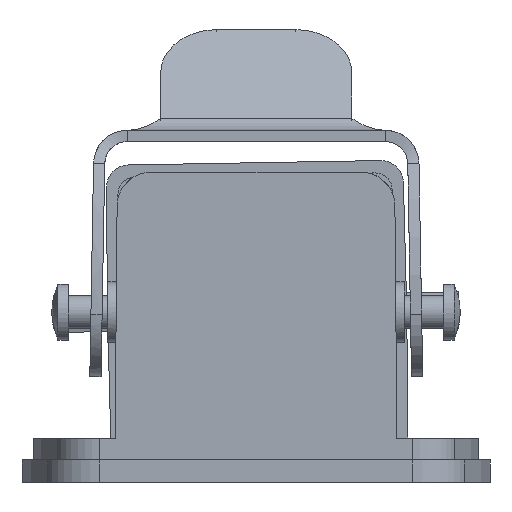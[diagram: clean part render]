
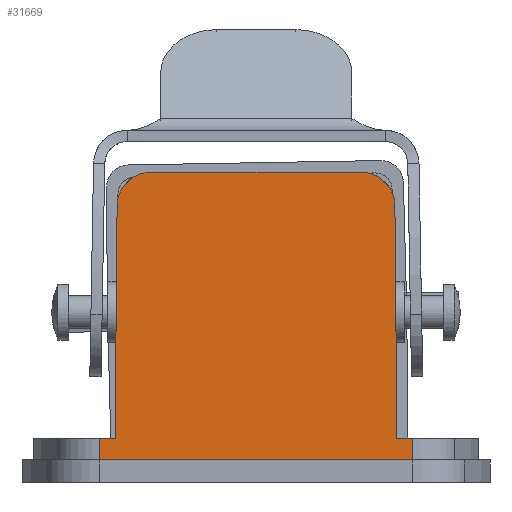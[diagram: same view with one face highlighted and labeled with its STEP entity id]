
A CAD part, front view. The second image highlights one B-rep face of the part: STEP entity #31669.
In plain terms, the highlighted planar face has unit normal (0, -1, 0).
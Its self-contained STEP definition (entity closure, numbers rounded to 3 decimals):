
#31532=AXIS2_PLACEMENT_3D('Circle Axis2P3D',#31530,#31531,$) ;
#31601=AXIS2_PLACEMENT_3D('Plane Axis2P3D',#31598,#31599,#31600) ;
#31633=AXIS2_PLACEMENT_3D('Circle Axis2P3D',#31631,#31632,$) ;
#31391=CARTESIAN_POINT('Vertex',(11.592,1.,27.7)) ;
#31394=CARTESIAN_POINT('Line Origine',(21.,1.,27.7)) ;
#31398=CARTESIAN_POINT('Vertex',(30.408,1.,27.7)) ;
#31530=CARTESIAN_POINT('Axis2P3D Location',(30.408,1.,24.7)) ;
#31534=CARTESIAN_POINT('Vertex',(33.408,1.,24.726)) ;
#31598=CARTESIAN_POINT('Axis2P3D Location',(21.,1.,15.2)) ;
#31603=CARTESIAN_POINT('Line Origine',(21.,1.,2.)) ;
#31607=CARTESIAN_POINT('Vertex',(35.,1.,2.)) ;
#31609=CARTESIAN_POINT('Vertex',(7.,1.,2.)) ;
#31612=CARTESIAN_POINT('Line Origine',(35.,1.,2.95)) ;
#31616=CARTESIAN_POINT('Vertex',(35.,1.,3.9)) ;
#31619=CARTESIAN_POINT('Line Origine',(34.295,1.,3.9)) ;
#31623=CARTESIAN_POINT('Vertex',(33.59,1.,3.9)) ;
#31626=CARTESIAN_POINT('Line Origine',(33.499,1.,14.313)) ;
#31631=CARTESIAN_POINT('Axis2P3D Location',(11.592,1.,24.7)) ;
#31635=CARTESIAN_POINT('Vertex',(8.592,1.,24.726)) ;
#31638=CARTESIAN_POINT('Line Origine',(8.501,1.,14.313)) ;
#31642=CARTESIAN_POINT('Vertex',(8.41,1.,3.9)) ;
#31645=CARTESIAN_POINT('Line Origine',(7.705,1.,3.9)) ;
#31649=CARTESIAN_POINT('Vertex',(7.,1.,3.9)) ;
#31652=CARTESIAN_POINT('Line Origine',(7.,1.,2.95)) ;
#31395=DIRECTION('Vector Direction',(-1.,0.,0.)) ;
#31531=DIRECTION('Axis2P3D Direction',(0.,1.,0.)) ;
#31599=DIRECTION('Axis2P3D Direction',(0.,1.,0.)) ;
#31600=DIRECTION('Axis2P3D XDirection',(-1.,0.,0.)) ;
#31604=DIRECTION('Vector Direction',(1.,0.,0.)) ;
#31613=DIRECTION('Vector Direction',(0.,0.,-1.)) ;
#31620=DIRECTION('Vector Direction',(1.,0.,0.)) ;
#31627=DIRECTION('Vector Direction',(0.009,0.,-1.)) ;
#31632=DIRECTION('Axis2P3D Direction',(0.,1.,0.)) ;
#31639=DIRECTION('Vector Direction',(0.009,0.,1.)) ;
#31646=DIRECTION('Vector Direction',(1.,0.,0.)) ;
#31653=DIRECTION('Vector Direction',(0.,0.,-1.)) ;
#31396=VECTOR('Line Direction',#31395,1.) ;
#31605=VECTOR('Line Direction',#31604,1.) ;
#31614=VECTOR('Line Direction',#31613,1.) ;
#31621=VECTOR('Line Direction',#31620,1.) ;
#31628=VECTOR('Line Direction',#31627,1.) ;
#31640=VECTOR('Line Direction',#31639,1.) ;
#31647=VECTOR('Line Direction',#31646,1.) ;
#31654=VECTOR('Line Direction',#31653,1.) ;
#31658=ORIENTED_EDGE('',*,*,#31611,.F.) ;
#31659=ORIENTED_EDGE('',*,*,#31618,.F.) ;
#31660=ORIENTED_EDGE('',*,*,#31625,.T.) ;
#31661=ORIENTED_EDGE('',*,*,#31630,.F.) ;
#31662=ORIENTED_EDGE('',*,*,#31536,.F.) ;
#31663=ORIENTED_EDGE('',*,*,#31400,.F.) ;
#31664=ORIENTED_EDGE('',*,*,#31637,.F.) ;
#31665=ORIENTED_EDGE('',*,*,#31644,.F.) ;
#31666=ORIENTED_EDGE('',*,*,#31651,.T.) ;
#31667=ORIENTED_EDGE('',*,*,#31656,.T.) ;
#31669=ADVANCED_FACE('Hauptk\X2\00F6\X0\rper',(#31668),#31602,.F.) ;
#31533=CIRCLE('generated circle',#31532,3.) ;
#31634=CIRCLE('generated circle',#31633,3.) ;
#31400=EDGE_CURVE('',#31392,#31399,#31397,.F.) ;
#31536=EDGE_CURVE('',#31399,#31535,#31533,.T.) ;
#31611=EDGE_CURVE('',#31608,#31610,#31606,.F.) ;
#31618=EDGE_CURVE('',#31617,#31608,#31615,.T.) ;
#31625=EDGE_CURVE('',#31617,#31624,#31622,.F.) ;
#31630=EDGE_CURVE('',#31535,#31624,#31629,.T.) ;
#31637=EDGE_CURVE('',#31636,#31392,#31634,.T.) ;
#31644=EDGE_CURVE('',#31643,#31636,#31641,.T.) ;
#31651=EDGE_CURVE('',#31643,#31650,#31648,.F.) ;
#31656=EDGE_CURVE('',#31650,#31610,#31655,.T.) ;
#31657=EDGE_LOOP('',(#31658,#31659,#31660,#31661,#31662,#31663,#31664,#31665,#31666,#31667)) ;
#31668=FACE_OUTER_BOUND('',#31657,.T.) ;
#31397=LINE('Line',#31394,#31396) ;
#31606=LINE('Line',#31603,#31605) ;
#31615=LINE('Line',#31612,#31614) ;
#31622=LINE('Line',#31619,#31621) ;
#31629=LINE('Line',#31626,#31628) ;
#31641=LINE('Line',#31638,#31640) ;
#31648=LINE('Line',#31645,#31647) ;
#31655=LINE('Line',#31652,#31654) ;
#31602=PLANE('',#31601) ;
#31392=VERTEX_POINT('',#31391) ;
#31399=VERTEX_POINT('',#31398) ;
#31535=VERTEX_POINT('',#31534) ;
#31608=VERTEX_POINT('',#31607) ;
#31610=VERTEX_POINT('',#31609) ;
#31617=VERTEX_POINT('',#31616) ;
#31624=VERTEX_POINT('',#31623) ;
#31636=VERTEX_POINT('',#31635) ;
#31643=VERTEX_POINT('',#31642) ;
#31650=VERTEX_POINT('',#31649) ;
